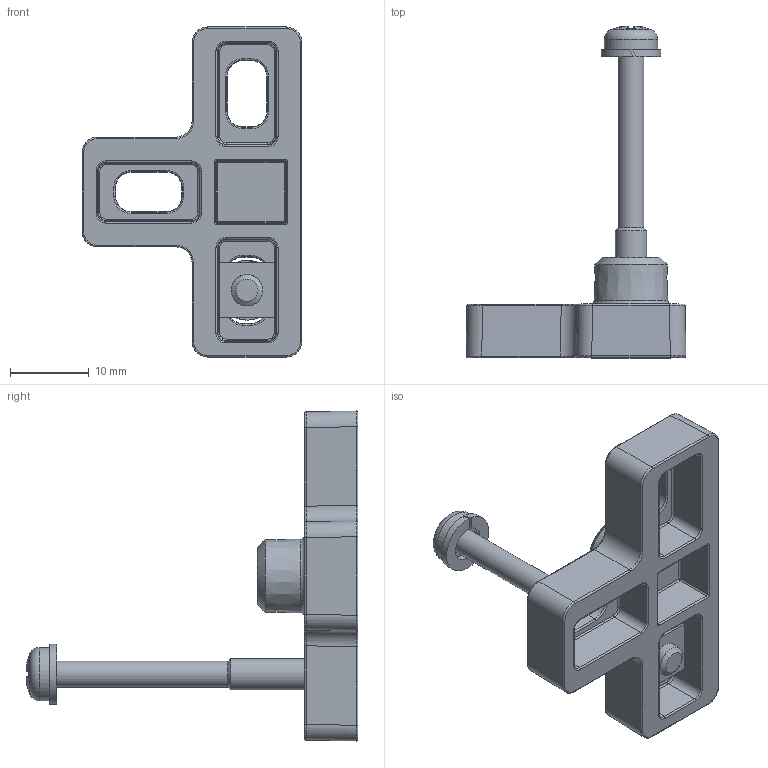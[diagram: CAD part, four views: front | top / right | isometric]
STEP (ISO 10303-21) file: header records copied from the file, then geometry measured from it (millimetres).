
FILE_DESCRIPTION(/* description */ (''),/* implementation_level */ '2;1');
FILE_NAME(/* name */ '0313000004 - Wandlaschensatz WL, ab Geh. MBM-MBT 3415 XXX.stp',/* time_stamp */ '2017-02-07T12:38:35+01:00',/* author */ ('robin.rentz'),/* organization */ (''),/* preprocessor_version */ 'ST-DEVELOPER v16.5',/* originating_system */ 'Autodesk Inventor 2017',/* authorisation */ '');
FILE_SCHEMA (('AUTOMOTIVE_DESIGN { 1 0 10303 214 3 1 1 }'));
Length unit declared in the file: millimetre
Products named in the file (5): 0313000004 - Wandlaschensatz WL, ab Geh. MBM-MBT 3415 XXX; 0313000007 - Wandlasche neue Version ab MBM-MBT 36xxx; DIN 562 - M4; 1990000013 Schraube A2 BM4 x 38_15; DIN 127 - A 4
Assembly tree (4 placements, depth 2):
  0313000004 - Wandlaschensatz WL, ab Geh. MBM-MBT 3415 XXX
    0313000007 - Wandlasche neue Version ab MBM-MBT 36xxx
    DIN 562 - M4
    1990000013 Schraube A2 BM4 x 38_15
    DIN 127 - A 4
Bounding box: 27.99 x 42.23 x 41.99 mm (x, y, z)
Volume: 4149.4 mm3; surface area: 4073.1 mm2
Topology: 4 solids, 4 shells, 309 faces, 713 edges, 416 vertices
Faces by surface type: cylinder 114, bspline 76, plane 72, torus 22, cone 20, sphere 5
Full cylindrical faces by diameter (mm): 3.242 x1, 3.3 x1, 4 x1, 6.8 x1
Entity records: 10791 total; most frequent: CARTESIAN_POINT 3798, DIRECTION 1508, ORIENTED_EDGE 1388, EDGE_CURVE 694, AXIS2_PLACEMENT_3D 628, VERTEX_POINT 414, EDGE_LOOP 338, FACE_OUTER_BOUND 309
